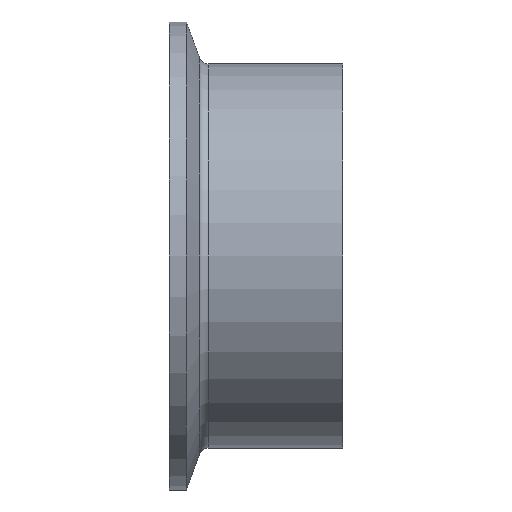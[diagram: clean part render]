
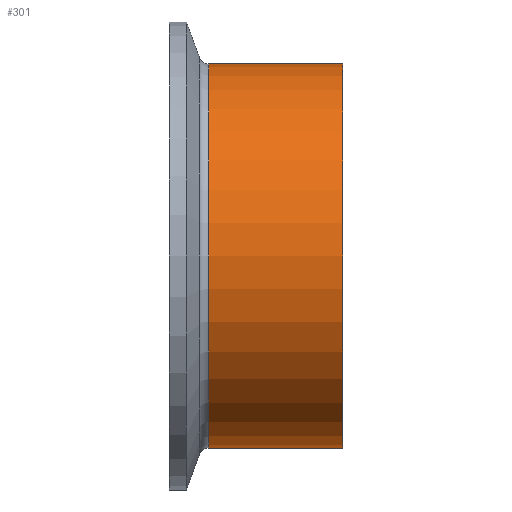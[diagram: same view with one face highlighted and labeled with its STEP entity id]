
A CAD part, left-side view. The second image highlights one B-rep face of the part: STEP entity #301.
In plain terms, the highlighted cylindrical face has radius 31.75 mm (diameter 63.5 mm), a partial arc.
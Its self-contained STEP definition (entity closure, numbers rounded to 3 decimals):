
#2 = VECTOR ( 'NONE', #439, 1000. ) ;
#26 = CARTESIAN_POINT ( 'NONE',  ( 19.587, -54.56, 0. ) ) ;
#58 = EDGE_CURVE ( 'NONE', #153, #285, #651, .T. ) ;
#87 = EDGE_CURVE ( 'NONE', #636, #245, #678, .T. ) ;
#94 = AXIS2_PLACEMENT_3D ( 'NONE', #658, #115, #654 ) ;
#101 = CARTESIAN_POINT ( 'NONE',  ( 19.587, -54.56, 31.75 ) ) ;
#115 = DIRECTION ( 'NONE',  ( 0., 1., 0. ) ) ;
#139 = CARTESIAN_POINT ( 'NONE',  ( 19.587, -25.86, 31.75 ) ) ;
#144 = FACE_OUTER_BOUND ( 'NONE', #562, .T. ) ;
#153 = VERTEX_POINT ( 'NONE', #203 ) ;
#156 = CARTESIAN_POINT ( 'NONE',  ( 19.587, -54.56, -31.75 ) ) ;
#183 = DIRECTION ( 'NONE',  ( 0., 0., 1. ) ) ;
#203 = CARTESIAN_POINT ( 'NONE',  ( 19.587, -32.358, -31.75 ) ) ;
#236 = VECTOR ( 'NONE', #687, 1000. ) ;
#238 = LINE ( 'NONE', #607, #2 ) ;
#245 = VERTEX_POINT ( 'NONE', #101 ) ;
#285 = VERTEX_POINT ( 'NONE', #378 ) ;
#301 = ADVANCED_FACE ( 'NONE', ( #144 ), #375, .T. ) ;
#374 = EDGE_CURVE ( 'NONE', #636, #153, #238, .T. ) ;
#375 = CYLINDRICAL_SURFACE ( 'NONE', #94, 31.75 ) ;
#378 = CARTESIAN_POINT ( 'NONE',  ( 19.587, -32.358, 31.75 ) ) ;
#439 = DIRECTION ( 'NONE',  ( 0., 1., 0. ) ) ;
#448 = EDGE_CURVE ( 'NONE', #245, #285, #457, .T. ) ;
#457 = LINE ( 'NONE', #139, #236 ) ;
#476 = ORIENTED_EDGE ( 'NONE', *, *, #374, .F. ) ;
#496 = CARTESIAN_POINT ( 'NONE',  ( 19.587, -32.358, 0. ) ) ;
#498 = DIRECTION ( 'NONE',  ( 0., 1., 0. ) ) ;
#504 = DIRECTION ( 'NONE',  ( 0., 1., 0. ) ) ;
#508 = ORIENTED_EDGE ( 'NONE', *, *, #448, .T. ) ;
#550 = DIRECTION ( 'NONE',  ( 0., 0., 1. ) ) ;
#562 = EDGE_LOOP ( 'NONE', ( #476, #639, #508, #643 ) ) ;
#607 = CARTESIAN_POINT ( 'NONE',  ( 19.587, -25.86, -31.75 ) ) ;
#631 = AXIS2_PLACEMENT_3D ( 'NONE', #496, #504, #183 ) ;
#636 = VERTEX_POINT ( 'NONE', #156 ) ;
#639 = ORIENTED_EDGE ( 'NONE', *, *, #87, .T. ) ;
#643 = ORIENTED_EDGE ( 'NONE', *, *, #58, .F. ) ;
#651 = CIRCLE ( 'NONE', #631, 31.75 ) ;
#654 = DIRECTION ( 'NONE',  ( 0., 0., 1. ) ) ;
#658 = CARTESIAN_POINT ( 'NONE',  ( 19.587, -25.86, 0. ) ) ;
#678 = CIRCLE ( 'NONE', #704, 31.75 ) ;
#687 = DIRECTION ( 'NONE',  ( 0., 1., 0. ) ) ;
#704 = AXIS2_PLACEMENT_3D ( 'NONE', #26, #498, #550 ) ;
